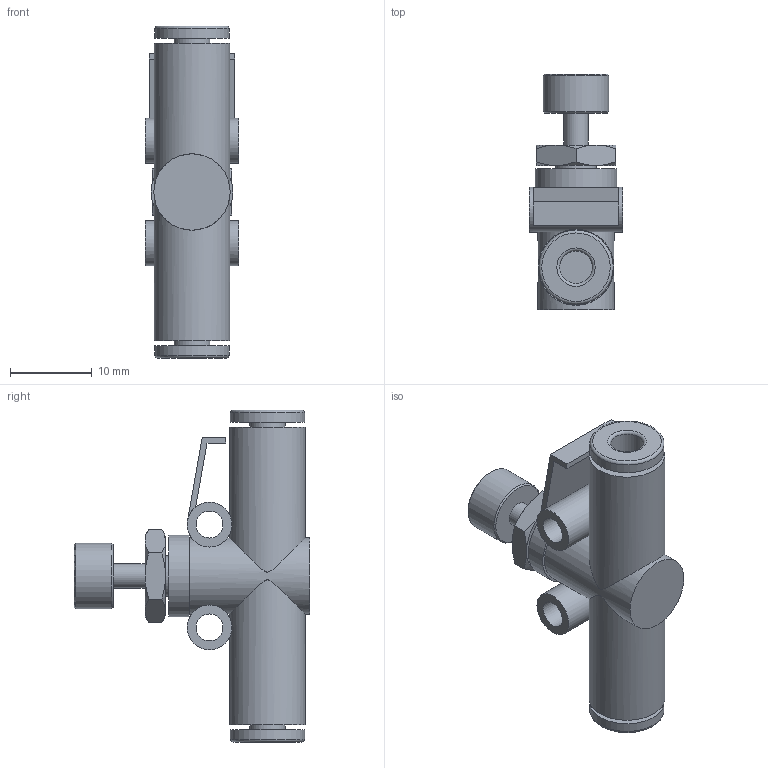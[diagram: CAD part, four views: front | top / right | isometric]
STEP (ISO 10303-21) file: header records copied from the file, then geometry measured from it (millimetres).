
FILE_DESCRIPTION(/* description */ ('STEP AP203'),/* implementation_level */ '2;1');
FILE_NAME(/* name */ 'Air Flow Control Valve.step',/* time_stamp */ '2025-11-18T11:03:42-05:00',/* author */ (''),/* organization */ (''),/* preprocessor_version */ 'ST-DEVELOPER v20.1',/* originating_system */ 'Autodesk Translation Framework v14.21.0.0',/* authorisation */ '');
FILE_SCHEMA (('AUTOMOTIVE_DESIGN { 1 0 10303 214 3 1 1 }'));
Length unit declared in the file: inch
Products named in the file (1): 62005K611_Air Flow Control Valve
Bounding box: 11.5 x 28.9 x 40.7 mm (x, y, z)
Volume: 3930.2 mm3; surface area: 3404 mm2
Topology: 1 solids, 1 shells, 67 faces, 140 edges, 90 vertices
Faces by surface type: plane 32, cylinder 17, cone 14, torus 4
Full cylindrical faces by diameter (mm): 3 x1, 3.3 x2, 4 x2, 4.39 x2, 5 x1, 5.5 x2, 8 x1, 9.1 x2, 9.3 x2, 9.35 x1, 10 x1
Entity records: 2126 total; most frequent: CARTESIAN_POINT 631, DIRECTION 300, ORIENTED_EDGE 280, EDGE_CURVE 140, AXIS2_PLACEMENT_3D 128, EDGE_LOOP 90, VERTEX_POINT 90, FACE_OUTER_BOUND 67
